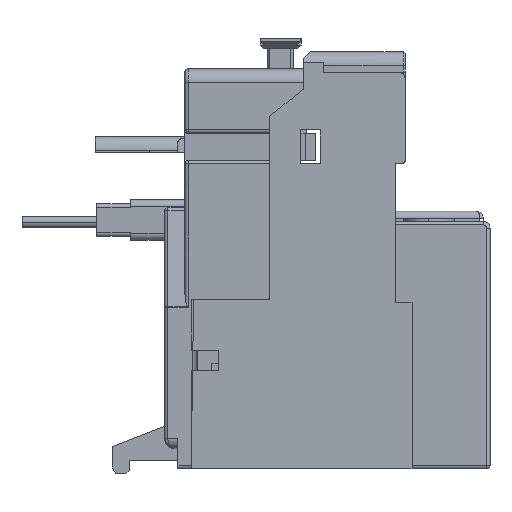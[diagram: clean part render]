
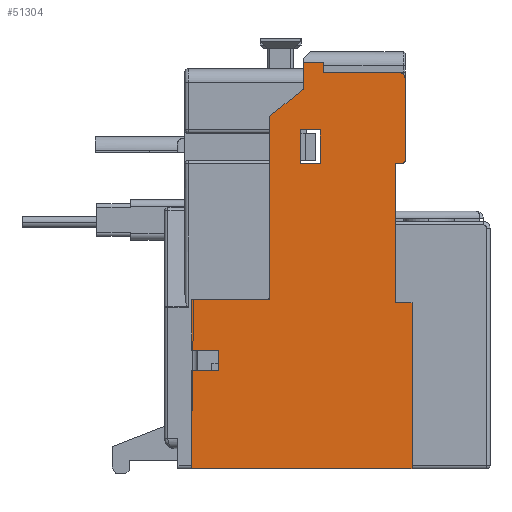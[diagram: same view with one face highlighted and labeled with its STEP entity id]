
A CAD part, left-side view. The second image highlights one B-rep face of the part: STEP entity #51304.
In plain terms, the highlighted planar face has unit normal (-1, 0, 0).
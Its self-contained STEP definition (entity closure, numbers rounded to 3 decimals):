
#51099=DIRECTION('',(0.,1.,0.));
#51100=VECTOR('',#51099,3.);
#51101=CARTESIAN_POINT('',(-9.75,-28.2,48.7));
#51102=LINE('',#51101,#51100);
#51103=DIRECTION('',(0.,0.,-1.));
#51104=VECTOR('',#51103,5.);
#51105=CARTESIAN_POINT('',(-9.75,-25.2,48.7));
#51106=LINE('',#51105,#51104);
#51107=DIRECTION('',(0.,-1.,0.));
#51108=VECTOR('',#51107,3.);
#51109=CARTESIAN_POINT('',(-9.75,-25.2,43.7));
#51110=LINE('',#51109,#51108);
#51111=DIRECTION('',(0.,0.,1.));
#51112=VECTOR('',#51111,5.);
#51113=CARTESIAN_POINT('',(-9.75,-28.2,43.7));
#51114=LINE('',#51113,#51112);
#51115=DIRECTION('',(0.,1.,0.));
#51116=VECTOR('',#51115,4.);
#51117=CARTESIAN_POINT('',(-9.75,-13.2,16.2));
#51118=LINE('',#51117,#51116);
#51119=DIRECTION('',(0.,0.,1.));
#51120=VECTOR('',#51119,7.5);
#51121=CARTESIAN_POINT('',(-9.75,-9.2,16.2));
#51122=LINE('',#51121,#51120);
#51123=DIRECTION('',(0.,-1.,0.));
#51124=VECTOR('',#51123,11.5);
#51125=CARTESIAN_POINT('',(-9.75,-9.2,23.7));
#51126=LINE('',#51125,#51124);
#51127=DIRECTION('',(0.,0.,1.));
#51128=VECTOR('',#51127,27.);
#51129=CARTESIAN_POINT('',(-9.75,-20.7,23.7));
#51130=LINE('',#51129,#51128);
#51131=DIRECTION('',(0.,-0.781,0.625));
#51132=VECTOR('',#51131,6.403);
#51133=CARTESIAN_POINT('',(-9.75,-20.7,50.7));
#51134=LINE('',#51133,#51132);
#51135=DIRECTION('',(0.,0.,1.));
#51136=VECTOR('',#51135,4.);
#51137=CARTESIAN_POINT('',(-9.75,-25.7,54.7));
#51138=LINE('',#51137,#51136);
#51139=DIRECTION('',(0.,-1.,0.));
#51140=VECTOR('',#51139,3.);
#51141=CARTESIAN_POINT('',(-9.75,-25.7,58.7));
#51142=LINE('',#51141,#51140);
#51143=DIRECTION('',(0.,0.,-1.));
#51144=VECTOR('',#51143,1.5);
#51145=CARTESIAN_POINT('',(-9.75,-28.7,58.7));
#51146=LINE('',#51145,#51144);
#51147=DIRECTION('',(0.,-1.,0.));
#51148=VECTOR('',#51147,11.);
#51149=CARTESIAN_POINT('',(-9.75,-28.7,57.2));
#51150=LINE('',#51149,#51148);
#51151=CARTESIAN_POINT('',(-9.75,-39.7,57.2));
#51152=CARTESIAN_POINT('',(-9.75,-39.89,
57.193));
#51153=CARTESIAN_POINT('',(-9.75,-40.219,
57.109));
#51154=CARTESIAN_POINT('',(-9.75,-40.609,
56.719));
#51155=CARTESIAN_POINT('',(-9.75,-40.693,
56.39));
#51156=CARTESIAN_POINT('',(-9.75,-40.7,56.2));
#51158=DIRECTION('',(0.,0.,-1.));
#51159=VECTOR('',#51158,12.);
#51160=CARTESIAN_POINT('',(-9.75,-40.7,56.2));
#51161=LINE('',#51160,#51159);
#51162=CARTESIAN_POINT('',(-9.75,-40.7,44.2));
#51163=CARTESIAN_POINT('',(-9.75,-40.697,
44.105));
#51164=CARTESIAN_POINT('',(-9.75,-40.654,
43.941));
#51165=CARTESIAN_POINT('',(-9.75,-40.459,
43.745));
#51166=CARTESIAN_POINT('',(-9.75,-40.295,
43.703));
#51167=CARTESIAN_POINT('',(-9.75,-40.2,43.7));
#51169=DIRECTION('',(0.,1.,0.));
#51170=VECTOR('',#51169,1.);
#51171=CARTESIAN_POINT('',(-9.75,-40.2,43.7));
#51172=LINE('',#51171,#51170);
#51173=DIRECTION('',(0.,0.,-1.));
#51174=VECTOR('',#51173,20.513);
#51175=CARTESIAN_POINT('',(-9.75,-39.2,43.7));
#51176=LINE('',#51175,#51174);
#51177=DIRECTION('',(0.,-1.,0.));
#51178=VECTOR('',#51177,2.5);
#51179=CARTESIAN_POINT('',(-9.75,-39.2,23.187));
#51180=LINE('',#51179,#51178);
#51181=DIRECTION('',(0.,0.,-1.));
#51182=VECTOR('',#51181,24.487);
#51183=CARTESIAN_POINT('',(-9.75,-41.7,23.187));
#51184=LINE('',#51183,#51182);
#51185=DIRECTION('',(0.,1.,0.));
#51186=VECTOR('',#51185,32.5);
#51187=CARTESIAN_POINT('',(-9.75,-41.7,-1.3));
#51188=LINE('',#51187,#51186);
#51189=DIRECTION('',(0.,0.,1.));
#51190=VECTOR('',#51189,14.5);
#51191=CARTESIAN_POINT('',(-9.75,-9.2,-1.3));
#51192=LINE('',#51191,#51190);
#51193=DIRECTION('',(0.,-1.,0.));
#51194=VECTOR('',#51193,4.);
#51195=CARTESIAN_POINT('',(-9.75,-9.2,13.2));
#51196=LINE('',#51195,#51194);
#51197=DIRECTION('',(0.,0.,1.));
#51198=VECTOR('',#51197,3.);
#51199=CARTESIAN_POINT('',(-9.75,-13.2,13.2));
#51200=LINE('',#51199,#51198);
#51201=CARTESIAN_POINT('',(-9.75,-25.2,48.7));
#51202=CARTESIAN_POINT('',(-9.75,-28.2,48.7));
#51203=VERTEX_POINT('',#51201);
#51204=VERTEX_POINT('',#51202);
#51205=CARTESIAN_POINT('',(-9.75,-28.2,43.7));
#51206=VERTEX_POINT('',#51205);
#51207=CARTESIAN_POINT('',(-9.75,-25.2,43.7));
#51208=VERTEX_POINT('',#51207);
#51209=CARTESIAN_POINT('',(-9.75,-9.2,16.2));
#51210=CARTESIAN_POINT('',(-9.75,-13.2,16.2));
#51211=VERTEX_POINT('',#51209);
#51212=VERTEX_POINT('',#51210);
#51213=CARTESIAN_POINT('',(-9.75,-13.2,13.2));
#51214=VERTEX_POINT('',#51213);
#51215=CARTESIAN_POINT('',(-9.75,-9.2,13.2));
#51216=VERTEX_POINT('',#51215);
#51217=CARTESIAN_POINT('',(-9.75,-9.2,-1.3));
#51218=VERTEX_POINT('',#51217);
#51219=CARTESIAN_POINT('',(-9.75,-41.7,-1.3));
#51220=VERTEX_POINT('',#51219);
#51221=CARTESIAN_POINT('',(-9.75,-41.7,23.187));
#51222=VERTEX_POINT('',#51221);
#51223=CARTESIAN_POINT('',(-9.75,-39.2,23.187));
#51224=VERTEX_POINT('',#51223);
#51225=CARTESIAN_POINT('',(-9.75,-39.2,43.7));
#51226=VERTEX_POINT('',#51225);
#51227=CARTESIAN_POINT('',(-9.75,-40.2,43.7));
#51228=VERTEX_POINT('',#51227);
#51229=VERTEX_POINT('',#51162);
#51230=CARTESIAN_POINT('',(-9.75,-40.7,56.2));
#51231=VERTEX_POINT('',#51230);
#51232=VERTEX_POINT('',#51151);
#51233=CARTESIAN_POINT('',(-9.75,-28.7,57.2));
#51234=VERTEX_POINT('',#51233);
#51235=CARTESIAN_POINT('',(-9.75,-28.7,58.7));
#51236=VERTEX_POINT('',#51235);
#51237=CARTESIAN_POINT('',(-9.75,-25.7,58.7));
#51238=VERTEX_POINT('',#51237);
#51239=CARTESIAN_POINT('',(-9.75,-25.7,54.7));
#51240=VERTEX_POINT('',#51239);
#51241=CARTESIAN_POINT('',(-9.75,-20.7,50.7));
#51242=VERTEX_POINT('',#51241);
#51243=CARTESIAN_POINT('',(-9.75,-20.7,23.7));
#51244=VERTEX_POINT('',#51243);
#51245=CARTESIAN_POINT('',(-9.75,-9.2,23.7));
#51246=VERTEX_POINT('',#51245);
#51247=CARTESIAN_POINT('',(-9.75,-9.199,-1.301));
#51248=DIRECTION('',(-1.,0.,0.));
#51249=DIRECTION('',(0.,-1.,0.));
#51250=AXIS2_PLACEMENT_3D('',#51247,#51248,#51249);
#51251=PLANE('',#51250);
#51253=ORIENTED_EDGE('',*,*,#51252,.T.);
#51255=ORIENTED_EDGE('',*,*,#51254,.T.);
#51257=ORIENTED_EDGE('',*,*,#51256,.T.);
#51259=ORIENTED_EDGE('',*,*,#51258,.T.);
#51261=ORIENTED_EDGE('',*,*,#51260,.T.);
#51263=ORIENTED_EDGE('',*,*,#51262,.T.);
#51265=ORIENTED_EDGE('',*,*,#51264,.T.);
#51267=ORIENTED_EDGE('',*,*,#51266,.T.);
#51269=ORIENTED_EDGE('',*,*,#51268,.T.);
#51271=ORIENTED_EDGE('',*,*,#51270,.T.);
#51273=ORIENTED_EDGE('',*,*,#51272,.T.);
#51275=ORIENTED_EDGE('',*,*,#51274,.T.);
#51277=ORIENTED_EDGE('',*,*,#51276,.T.);
#51279=ORIENTED_EDGE('',*,*,#51278,.T.);
#51281=ORIENTED_EDGE('',*,*,#51280,.T.);
#51283=ORIENTED_EDGE('',*,*,#51282,.T.);
#51285=ORIENTED_EDGE('',*,*,#51284,.T.);
#51287=ORIENTED_EDGE('',*,*,#51286,.T.);
#51289=ORIENTED_EDGE('',*,*,#51288,.T.);
#51291=ORIENTED_EDGE('',*,*,#51290,.T.);
#51292=EDGE_LOOP('',(#51253,#51255,#51257,#51259,#51261,#51263,#51265,#51267,
#51269,#51271,#51273,#51275,#51277,#51279,#51281,#51283,#51285,#51287,#51289,
#51291));
#51293=FACE_OUTER_BOUND('',#51292,.F.);
#51295=ORIENTED_EDGE('',*,*,#51294,.T.);
#51297=ORIENTED_EDGE('',*,*,#51296,.T.);
#51299=ORIENTED_EDGE('',*,*,#51298,.T.);
#51301=ORIENTED_EDGE('',*,*,#51300,.T.);
#51302=EDGE_LOOP('',(#51295,#51297,#51299,#51301));
#51303=FACE_BOUND('',#51302,.F.);
#51157=B_SPLINE_CURVE_WITH_KNOTS('',3,(#51151,#51152,#51153,#51154,#51155,
#51156),.UNSPECIFIED.,.F.,.F.,(4,1,1,4),(0.,0.333,
0.667,1.),.UNSPECIFIED.);
#51168=B_SPLINE_CURVE_WITH_KNOTS('',3,(#51162,#51163,#51164,#51165,#51166,
#51167),.UNSPECIFIED.,.F.,.F.,(4,1,1,4),(0.,0.333,
0.667,1.),.UNSPECIFIED.);
#51252=EDGE_CURVE('',#51212,#51211,#51118,.T.);
#51254=EDGE_CURVE('',#51211,#51246,#51122,.T.);
#51256=EDGE_CURVE('',#51246,#51244,#51126,.T.);
#51258=EDGE_CURVE('',#51244,#51242,#51130,.T.);
#51260=EDGE_CURVE('',#51242,#51240,#51134,.T.);
#51262=EDGE_CURVE('',#51240,#51238,#51138,.T.);
#51264=EDGE_CURVE('',#51238,#51236,#51142,.T.);
#51266=EDGE_CURVE('',#51236,#51234,#51146,.T.);
#51268=EDGE_CURVE('',#51234,#51232,#51150,.T.);
#51270=EDGE_CURVE('',#51232,#51231,#51157,.T.);
#51272=EDGE_CURVE('',#51231,#51229,#51161,.T.);
#51274=EDGE_CURVE('',#51229,#51228,#51168,.T.);
#51276=EDGE_CURVE('',#51228,#51226,#51172,.T.);
#51278=EDGE_CURVE('',#51226,#51224,#51176,.T.);
#51280=EDGE_CURVE('',#51224,#51222,#51180,.T.);
#51282=EDGE_CURVE('',#51222,#51220,#51184,.T.);
#51284=EDGE_CURVE('',#51220,#51218,#51188,.T.);
#51286=EDGE_CURVE('',#51218,#51216,#51192,.T.);
#51288=EDGE_CURVE('',#51216,#51214,#51196,.T.);
#51290=EDGE_CURVE('',#51214,#51212,#51200,.T.);
#51294=EDGE_CURVE('',#51204,#51203,#51102,.T.);
#51296=EDGE_CURVE('',#51203,#51208,#51106,.T.);
#51298=EDGE_CURVE('',#51208,#51206,#51110,.T.);
#51300=EDGE_CURVE('',#51206,#51204,#51114,.T.);
#51304=ADVANCED_FACE('',(#51293,#51303),#51251,.T.);
